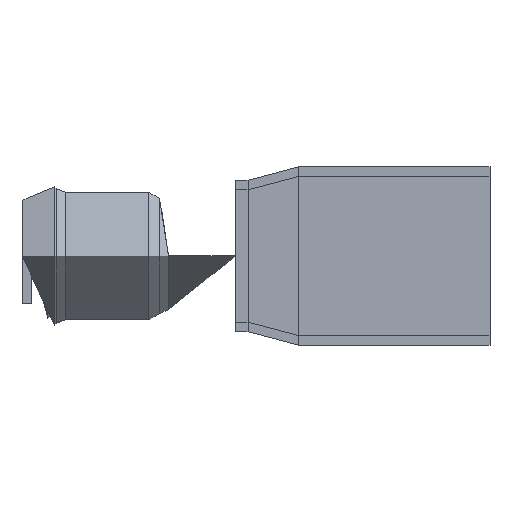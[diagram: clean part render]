
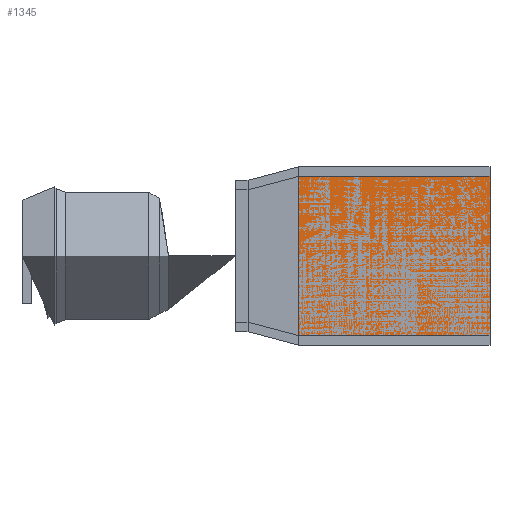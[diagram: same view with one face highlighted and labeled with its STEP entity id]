
A CAD part, top view. The second image highlights one B-rep face of the part: STEP entity #1345.
In plain terms, the highlighted free-form (B-spline) face has degree [1, 2] with [2, 9] control points.
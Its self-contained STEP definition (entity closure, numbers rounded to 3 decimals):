
#1301 = VERTEX_POINT('',#1302);
#1302 = CARTESIAN_POINT('',(-10.,-12.5,0.));
#1307 = EDGE_CURVE('',#1308,#1301,#1310,.T.);
#1308 = VERTEX_POINT('',#1309);
#1309 = CARTESIAN_POINT('',(-10.,12.5,0.));
#1310 = ( BOUNDED_CURVE() B_SPLINE_CURVE(2,(#1311,#1312,#1313,#1314,
#1315),.UNSPECIFIED.,.F.,.F.) B_SPLINE_CURVE_WITH_KNOTS((3,2,3),(0.,
1.571,3.142),.UNSPECIFIED.) CURVE() 
GEOMETRIC_REPRESENTATION_ITEM() RATIONAL_B_SPLINE_CURVE((1.,
0.707,1.,0.707,1.)) REPRESENTATION_ITEM('') );
#1311 = CARTESIAN_POINT('',(-10.,12.5,0.));
#1312 = CARTESIAN_POINT('',(-10.,12.5,12.5));
#1313 = CARTESIAN_POINT('',(-10.,0.,12.5));
#1314 = CARTESIAN_POINT('',(-10.,-12.5,12.5));
#1315 = CARTESIAN_POINT('',(-10.,-12.5,0.));
#1317 = EDGE_CURVE('',#1301,#1308,#1318,.T.);
#1318 = ( BOUNDED_CURVE() B_SPLINE_CURVE(2,(#1319,#1320,#1321,#1322,
#1323),.UNSPECIFIED.,.F.,.F.) B_SPLINE_CURVE_WITH_KNOTS((3,2,3),(
    3.142,4.712,6.283),
.PIECEWISE_BEZIER_KNOTS.) CURVE() GEOMETRIC_REPRESENTATION_ITEM() 
RATIONAL_B_SPLINE_CURVE((1.,0.707,1.,0.707,1.)) 
REPRESENTATION_ITEM('') );
#1319 = CARTESIAN_POINT('',(-10.,-12.5,0.));
#1320 = CARTESIAN_POINT('',(-10.,-12.5,-12.5));
#1321 = CARTESIAN_POINT('',(-10.,0.,-12.5));
#1322 = CARTESIAN_POINT('',(-10.,12.5,-12.5));
#1323 = CARTESIAN_POINT('',(-10.,12.5,0.));
#1345 = ADVANCED_FACE('',(#1346),#1376,.T.);
#1346 = FACE_BOUND('',#1347,.T.);
#1347 = EDGE_LOOP('',(#1348,#1349,#1356,#1366,#1374,#1375));
#1348 = ORIENTED_EDGE('',*,*,#1307,.T.);
#1349 = ORIENTED_EDGE('',*,*,#1350,.T.);
#1350 = EDGE_CURVE('',#1301,#1351,#1353,.T.);
#1351 = VERTEX_POINT('',#1352);
#1352 = CARTESIAN_POINT('',(-40.,-12.5,0.));
#1353 = B_SPLINE_CURVE_WITH_KNOTS('',1,(#1354,#1355),.UNSPECIFIED.,.F.,
  .F.,(2,2),(-1.2,1.2),.PIECEWISE_BEZIER_KNOTS.);
#1354 = CARTESIAN_POINT('',(-10.,-12.5,0.));
#1355 = CARTESIAN_POINT('',(-40.,-12.5,0.));
#1356 = ORIENTED_EDGE('',*,*,#1357,.F.);
#1357 = EDGE_CURVE('',#1358,#1351,#1360,.T.);
#1358 = VERTEX_POINT('',#1359);
#1359 = CARTESIAN_POINT('',(-40.,12.5,0.));
#1360 = ( BOUNDED_CURVE() B_SPLINE_CURVE(2,(#1361,#1362,#1363,#1364,
#1365),.UNSPECIFIED.,.F.,.F.) B_SPLINE_CURVE_WITH_KNOTS((3,2,3),(0.,
1.571,3.142),.UNSPECIFIED.) CURVE() 
GEOMETRIC_REPRESENTATION_ITEM() RATIONAL_B_SPLINE_CURVE((1.,
0.707,1.,0.707,1.)) REPRESENTATION_ITEM('') );
#1361 = CARTESIAN_POINT('',(-40.,12.5,0.));
#1362 = CARTESIAN_POINT('',(-40.,12.5,12.5));
#1363 = CARTESIAN_POINT('',(-40.,0.,12.5));
#1364 = CARTESIAN_POINT('',(-40.,-12.5,12.5));
#1365 = CARTESIAN_POINT('',(-40.,-12.5,0.));
#1366 = ORIENTED_EDGE('',*,*,#1367,.F.);
#1367 = EDGE_CURVE('',#1351,#1358,#1368,.T.);
#1368 = ( BOUNDED_CURVE() B_SPLINE_CURVE(2,(#1369,#1370,#1371,#1372,
#1373),.UNSPECIFIED.,.F.,.F.) B_SPLINE_CURVE_WITH_KNOTS((3,2,3),(
    3.142,4.712,6.283),
.PIECEWISE_BEZIER_KNOTS.) CURVE() GEOMETRIC_REPRESENTATION_ITEM() 
RATIONAL_B_SPLINE_CURVE((1.,0.707,1.,0.707,1.)) 
REPRESENTATION_ITEM('') );
#1369 = CARTESIAN_POINT('',(-40.,-12.5,0.));
#1370 = CARTESIAN_POINT('',(-40.,-12.5,-12.5));
#1371 = CARTESIAN_POINT('',(-40.,0.,-12.5));
#1372 = CARTESIAN_POINT('',(-40.,12.5,-12.5));
#1373 = CARTESIAN_POINT('',(-40.,12.5,0.));
#1374 = ORIENTED_EDGE('',*,*,#1350,.F.);
#1375 = ORIENTED_EDGE('',*,*,#1317,.T.);
#1376 = ( BOUNDED_SURFACE() B_SPLINE_SURFACE(1,2,(
    (#1377,#1378,#1379,#1380,#1381,#1382,#1383,#1384,#1385)
    ,(#1386,#1387,#1388,#1389,#1390,#1391,#1392,#1393,#1394
)),.UNSPECIFIED.,.F.,.T.,.F.) B_SPLINE_SURFACE_WITH_KNOTS((2,2),(1,2,2,2
    ,2,2,1),(-1.2,1.2),(-4.712,-3.142,-1.571,
    0.,1.571,3.142,4.712),.UNSPECIFIED.) 
GEOMETRIC_REPRESENTATION_ITEM() RATIONAL_B_SPLINE_SURFACE((
    (1.,0.707,1.,0.707,1.,0.707,1.
      ,0.707,1.)
    ,(1.,0.707,1.,0.707,1.,0.707,1.
,0.707,1.))) REPRESENTATION_ITEM('') SURFACE() );
#1377 = CARTESIAN_POINT('',(-40.,-12.5,0.));
#1378 = CARTESIAN_POINT('',(-40.,-12.5,-12.5));
#1379 = CARTESIAN_POINT('',(-40.,0.,-12.5));
#1380 = CARTESIAN_POINT('',(-40.,12.5,-12.5));
#1381 = CARTESIAN_POINT('',(-40.,12.5,0.));
#1382 = CARTESIAN_POINT('',(-40.,12.5,12.5));
#1383 = CARTESIAN_POINT('',(-40.,0.,12.5));
#1384 = CARTESIAN_POINT('',(-40.,-12.5,12.5));
#1385 = CARTESIAN_POINT('',(-40.,-12.5,0.));
#1386 = CARTESIAN_POINT('',(-10.,-12.5,0.));
#1387 = CARTESIAN_POINT('',(-10.,-12.5,-12.5));
#1388 = CARTESIAN_POINT('',(-10.,0.,-12.5));
#1389 = CARTESIAN_POINT('',(-10.,12.5,-12.5));
#1390 = CARTESIAN_POINT('',(-10.,12.5,0.));
#1391 = CARTESIAN_POINT('',(-10.,12.5,12.5));
#1392 = CARTESIAN_POINT('',(-10.,0.,12.5));
#1393 = CARTESIAN_POINT('',(-10.,-12.5,12.5));
#1394 = CARTESIAN_POINT('',(-10.,-12.5,0.));
